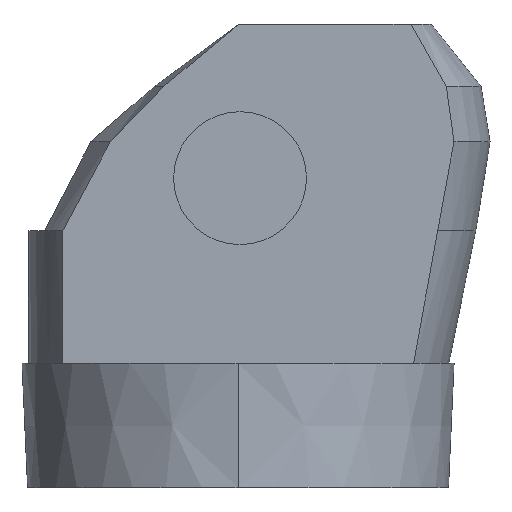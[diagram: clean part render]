
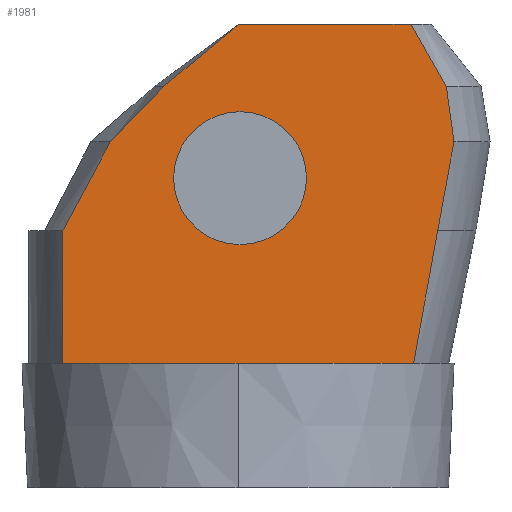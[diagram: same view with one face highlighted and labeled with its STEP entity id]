
A CAD part, left-side view. The second image highlights one B-rep face of the part: STEP entity #1981.
In plain terms, the highlighted planar face has unit normal (-1, 0, 0).
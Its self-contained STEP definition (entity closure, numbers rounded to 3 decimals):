
#20 = EDGE_LOOP ( 'NONE', ( #995, #2071, #926, #413, #1806, #777, #1688, #856, #630, #409 ) ) ;
#29 = DIRECTION ( 'NONE',  ( 0., -0.769, 0.639 ) ) ;
#33 = CARTESIAN_POINT ( 'NONE',  ( -19.784, 0., 0. ) ) ;
#73 = CARTESIAN_POINT ( 'NONE',  ( -19.784, -21.15, 11.6 ) ) ;
#109 = EDGE_CURVE ( 'NONE', #727, #2150, #2132, .T. ) ;
#145 = DIRECTION ( 'NONE',  ( 0., 1., 0. ) ) ;
#160 = VECTOR ( 'NONE', #1016, 1000. ) ;
#179 = DIRECTION ( 'NONE',  ( 0., 0., 1. ) ) ;
#209 = LINE ( 'NONE', #297, #1369 ) ;
#211 = CARTESIAN_POINT ( 'NONE',  ( -19.784, -21.15, 5.6 ) ) ;
#257 = LINE ( 'NONE', #857, #1693 ) ;
#297 = CARTESIAN_POINT ( 'NONE',  ( -19.784, -38.062, 11.6 ) ) ;
#321 = CARTESIAN_POINT ( 'NONE',  ( -19.784, -23.288, 15.6 ) ) ;
#364 = CARTESIAN_POINT ( 'NONE',  ( -19.784, -36.859, 20.9 ) ) ;
#366 = DIRECTION ( 'NONE',  ( 0., 0., 1. ) ) ;
#375 = CARTESIAN_POINT ( 'NONE',  ( -19.784, -21.15, 11.6 ) ) ;
#396 = VERTEX_POINT ( 'NONE', #1276 ) ;
#409 = ORIENTED_EDGE ( 'NONE', *, *, #2037, .F. ) ;
#413 = ORIENTED_EDGE ( 'NONE', *, *, #1089, .T. ) ;
#428 = VECTOR ( 'NONE', #145, 1000. ) ;
#437 = EDGE_CURVE ( 'NONE', #727, #1786, #1787, .T. ) ;
#456 = DIRECTION ( 'NONE',  ( 0., 0.694, -0.72 ) ) ;
#623 = EDGE_CURVE ( 'NONE', #1793, #396, #755, .T. ) ;
#630 = ORIENTED_EDGE ( 'NONE', *, *, #437, .T. ) ;
#700 = EDGE_CURVE ( 'NONE', #1330, #1357, #1768, .T. ) ;
#727 = VERTEX_POINT ( 'NONE', #1877 ) ;
#754 = CARTESIAN_POINT ( 'NONE',  ( -19.784, -29.068, 20.9 ) ) ;
#755 = LINE ( 'NONE', #2027, #1332 ) ;
#777 = ORIENTED_EDGE ( 'NONE', *, *, #700, .T. ) ;
#835 = DIRECTION ( 'NONE',  ( 0., 0.136, 0.991 ) ) ;
#838 = DIRECTION ( 'NONE',  ( -1., 0., 0. ) ) ;
#848 = LINE ( 'NONE', #375, #1277 ) ;
#849 = DIRECTION ( 'NONE',  ( 0., -0.179, 0.984 ) ) ;
#856 = ORIENTED_EDGE ( 'NONE', *, *, #109, .F. ) ;
#857 = CARTESIAN_POINT ( 'NONE',  ( -19.784, -38.623, 16.85 ) ) ;
#926 = ORIENTED_EDGE ( 'NONE', *, *, #1889, .T. ) ;
#930 = FACE_OUTER_BOUND ( 'NONE', #20, .T. ) ;
#939 = DIRECTION ( 'NONE',  ( 0., 0., -1. ) ) ;
#945 = LINE ( 'NONE', #211, #1180 ) ;
#981 = CARTESIAN_POINT ( 'NONE',  ( -19.784, -36.971, 5.6 ) ) ;
#995 = ORIENTED_EDGE ( 'NONE', *, *, #1314, .F. ) ;
#1005 = DIRECTION ( 'NONE',  ( 0., 0., -1. ) ) ;
#1016 = DIRECTION ( 'NONE',  ( 0., 0.494, 0.869 ) ) ;
#1056 = ORIENTED_EDGE ( 'NONE', *, *, #1293, .F. ) ;
#1059 = CIRCLE ( 'NONE', #1481, 3. ) ;
#1089 = EDGE_CURVE ( 'NONE', #2044, #1104, #209, .T. ) ;
#1104 = VERTEX_POINT ( 'NONE', #1778 ) ;
#1135 = AXIS2_PLACEMENT_3D ( 'NONE', #33, #1824, #366 ) ;
#1157 = ORIENTED_EDGE ( 'NONE', *, *, #1748, .F. ) ;
#1166 = PLANE ( 'NONE',  #1135 ) ;
#1180 = VECTOR ( 'NONE', #179, 1000. ) ;
#1181 = DIRECTION ( 'NONE',  ( 0., 1., 0. ) ) ;
#1194 = DIRECTION ( 'NONE',  ( 0., -0.471, 0.882 ) ) ;
#1252 = DIRECTION ( 'NONE',  ( -1., 0., 0. ) ) ;
#1261 = VECTOR ( 'NONE', #456, 1000. ) ;
#1276 = CARTESIAN_POINT ( 'NONE',  ( -19.784, -21.15, 5.6 ) ) ;
#1277 = VECTOR ( 'NONE', #1194, 1000. ) ;
#1293 = EDGE_CURVE ( 'NONE', #1547, #1908, #1059, .T. ) ;
#1314 = EDGE_CURVE ( 'NONE', #396, #1418, #945, .T. ) ;
#1329 = CARTESIAN_POINT ( 'NONE',  ( -19.784, -29.14, 16.963 ) ) ;
#1330 = VERTEX_POINT ( 'NONE', #1508 ) ;
#1332 = VECTOR ( 'NONE', #1181, 1000. ) ;
#1357 = VERTEX_POINT ( 'NONE', #364 ) ;
#1369 = VECTOR ( 'NONE', #1606, 1000. ) ;
#1418 = VERTEX_POINT ( 'NONE', #73 ) ;
#1481 = AXIS2_PLACEMENT_3D ( 'NONE', #1663, #838, #1005 ) ;
#1500 = EDGE_LOOP ( 'NONE', ( #1056, #1157 ) ) ;
#1508 = CARTESIAN_POINT ( 'NONE',  ( -19.784, -38.451, 18.1 ) ) ;
#1535 = CARTESIAN_POINT ( 'NONE',  ( -19.784, -38.062, 11.6 ) ) ;
#1547 = VERTEX_POINT ( 'NONE', #2094 ) ;
#1606 = DIRECTION ( 'NONE',  ( 0., -0.18, 0.984 ) ) ;
#1631 = CARTESIAN_POINT ( 'NONE',  ( -19.784, -36.859, 20.9 ) ) ;
#1660 = CIRCLE ( 'NONE', #2033, 3. ) ;
#1663 = CARTESIAN_POINT ( 'NONE',  ( -19.784, -29.14, 13.963 ) ) ;
#1688 = ORIENTED_EDGE ( 'NONE', *, *, #1810, .T. ) ;
#1693 = VECTOR ( 'NONE', #835, 1000. ) ;
#1697 = CARTESIAN_POINT ( 'NONE',  ( -19.784, -25.701, 18.1 ) ) ;
#1748 = EDGE_CURVE ( 'NONE', #1908, #1547, #1660, .T. ) ;
#1754 = VECTOR ( 'NONE', #849, 1000. ) ;
#1768 = LINE ( 'NONE', #1840, #160 ) ;
#1776 = LINE ( 'NONE', #2005, #1754 ) ;
#1778 = CARTESIAN_POINT ( 'NONE',  ( -19.784, -38.794, 15.6 ) ) ;
#1782 = CARTESIAN_POINT ( 'NONE',  ( -19.784, -24.495, 16.85 ) ) ;
#1783 = VECTOR ( 'NONE', #29, 1000. ) ;
#1786 = VERTEX_POINT ( 'NONE', #321 ) ;
#1787 = LINE ( 'NONE', #1782, #1261 ) ;
#1793 = VERTEX_POINT ( 'NONE', #981 ) ;
#1806 = ORIENTED_EDGE ( 'NONE', *, *, #1966, .T. ) ;
#1810 = EDGE_CURVE ( 'NONE', #1357, #2150, #1823, .T. ) ;
#1823 = LINE ( 'NONE', #1631, #428 ) ;
#1824 = DIRECTION ( 'NONE',  ( 1., 0., 0. ) ) ;
#1840 = CARTESIAN_POINT ( 'NONE',  ( -19.784, -38.451, 18.1 ) ) ;
#1877 = CARTESIAN_POINT ( 'NONE',  ( -19.784, -25.701, 18.1 ) ) ;
#1889 = EDGE_CURVE ( 'NONE', #1793, #2044, #1776, .T. ) ;
#1908 = VERTEX_POINT ( 'NONE', #1329 ) ;
#1953 = CARTESIAN_POINT ( 'NONE',  ( -19.784, -29.14, 13.963 ) ) ;
#1966 = EDGE_CURVE ( 'NONE', #1104, #1330, #257, .T. ) ;
#1981 = ADVANCED_FACE ( 'NONE', ( #2066, #930 ), #1166, .F. ) ;
#2005 = CARTESIAN_POINT ( 'NONE',  ( -19.784, -37.517, 8.6 ) ) ;
#2027 = CARTESIAN_POINT ( 'NONE',  ( -19.784, -21.15, 5.6 ) ) ;
#2033 = AXIS2_PLACEMENT_3D ( 'NONE', #1953, #1252, #939 ) ;
#2037 = EDGE_CURVE ( 'NONE', #1418, #1786, #848, .T. ) ;
#2044 = VERTEX_POINT ( 'NONE', #1535 ) ;
#2066 = FACE_BOUND ( 'NONE', #1500, .T. ) ;
#2071 = ORIENTED_EDGE ( 'NONE', *, *, #623, .F. ) ;
#2094 = CARTESIAN_POINT ( 'NONE',  ( -19.784, -29.14, 10.963 ) ) ;
#2132 = LINE ( 'NONE', #1697, #1783 ) ;
#2150 = VERTEX_POINT ( 'NONE', #754 ) ;
